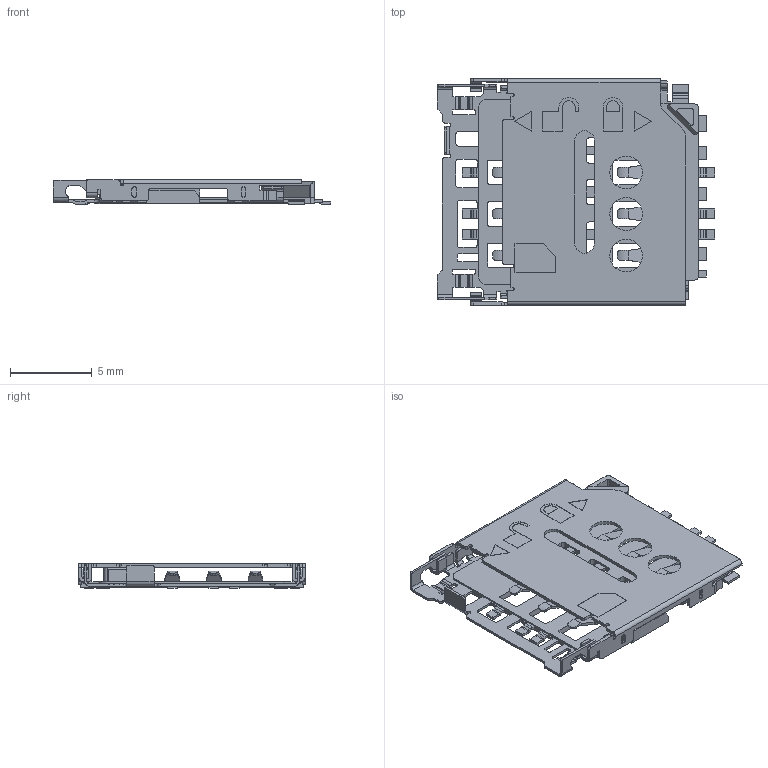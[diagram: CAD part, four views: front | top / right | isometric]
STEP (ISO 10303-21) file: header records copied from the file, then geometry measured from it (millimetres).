
FILE_DESCRIPTION((''),'2;1');
FILE_NAME('788000001','2014-08-13T',('me'),(''),'PRO/ENGINEER BY PARAMETRIC TECHNOLOGY CORPORATION, 2011490','PRO/ENGINEER BY PARAMETRIC TECHNOLOGY CORPORATION, 2011490','');
FILE_SCHEMA(('CONFIG_CONTROL_DESIGN'));
Length unit declared in the file: millimetre
Products named in the file (1): 788000001
Bounding box: 16.96 x 13.85 x 1.5 mm (x, y, z)
Volume: 89.7 mm3; surface area: 797.9 mm2
Topology: 1 solids, 1 shells, 865 faces, 2632 edges, 1774 vertices
Faces by surface type: plane 523, cylinder 342
Entity records: 29792 total; most frequent: CARTESIAN_POINT 5611, ORIENTED_EDGE 5184, DIRECTION 4908, EDGE_CURVE 2592, VECTOR 1900, LINE 1900, VERTEX_POINT 1734, AXIS2_PLACEMENT_3D 1504
